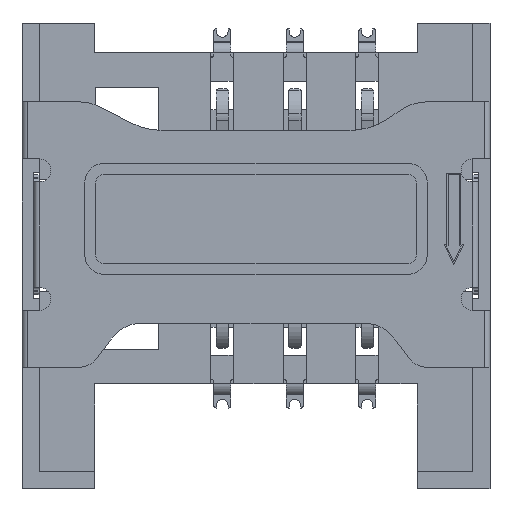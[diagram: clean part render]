
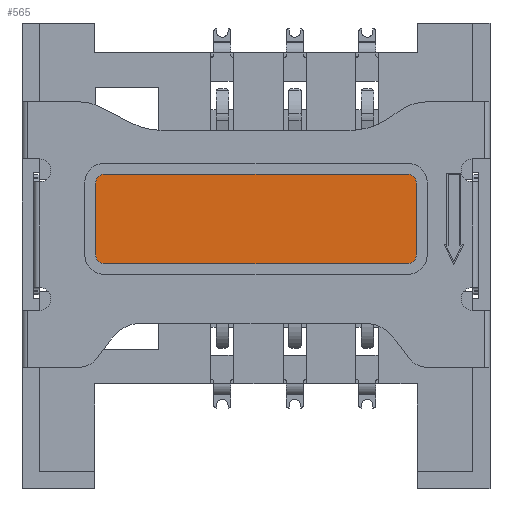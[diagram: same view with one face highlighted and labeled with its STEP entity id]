
A CAD part, top view. The second image highlights one B-rep face of the part: STEP entity #565.
In plain terms, the highlighted planar face has unit normal (0, 0, 1).
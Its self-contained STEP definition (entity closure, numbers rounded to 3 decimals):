
#565=ADVANCED_FACE('',(#1204),#1205,.T.);
#1204=FACE_OUTER_BOUND('',#2480,.T.);
#1205=PLANE('',#2481);
#2480=EDGE_LOOP('',(#5272,#5273,#5274,#5275,#5276,#5277,#5278,#5279));
#2481=AXIS2_PLACEMENT_3D('',#5280,#5281,#5282);
#5272=ORIENTED_EDGE('',*,*,#7799,.F.);
#5273=ORIENTED_EDGE('',*,*,#7804,.F.);
#5274=ORIENTED_EDGE('',*,*,#7808,.F.);
#5275=ORIENTED_EDGE('',*,*,#7812,.F.);
#5276=ORIENTED_EDGE('',*,*,#7816,.F.);
#5277=ORIENTED_EDGE('',*,*,#7820,.F.);
#5278=ORIENTED_EDGE('',*,*,#7824,.F.);
#5279=ORIENTED_EDGE('',*,*,#7828,.F.);
#5280=CARTESIAN_POINT('',(0.,0.75,1.8));
#5281=DIRECTION('',(0.,0.,1.0));
#5282=DIRECTION('',(-1.0,0.,0.));
#7799=EDGE_CURVE('',#13797,#13798,#13799,.T.);
#7804=EDGE_CURVE('',#13806,#13797,#13807,.T.);
#7808=EDGE_CURVE('',#13812,#13806,#13813,.T.);
#7812=EDGE_CURVE('',#13818,#13812,#13819,.T.);
#7816=EDGE_CURVE('',#13824,#13818,#13825,.T.);
#7820=EDGE_CURVE('',#13830,#13824,#13831,.T.);
#7824=EDGE_CURVE('',#13836,#13830,#13837,.T.);
#7828=EDGE_CURVE('',#13798,#13836,#13842,.T.);
#13797=VERTEX_POINT('',#16981);
#13798=VERTEX_POINT('',#16982);
#13799=CIRCLE('',#16983,0.32);
#13806=VERTEX_POINT('',#16992);
#13807=LINE('',#16993,#16994);
#13812=VERTEX_POINT('',#17001);
#13813=CIRCLE('',#17002,0.32);
#13818=VERTEX_POINT('',#17008);
#13819=LINE('',#17009,#17010);
#13824=VERTEX_POINT('',#17017);
#13825=CIRCLE('',#17018,0.32);
#13830=VERTEX_POINT('',#17024);
#13831=LINE('',#17025,#17026);
#13836=VERTEX_POINT('',#17033);
#13837=CIRCLE('',#17034,0.32);
#13842=LINE('',#17040,#17041);
#16981=CARTESIAN_POINT('',(-5.62,2.55,1.8));
#16982=CARTESIAN_POINT('',(-5.3,2.87,1.8));
#16983=AXIS2_PLACEMENT_3D('',#20895,#20896,#20897);
#16992=CARTESIAN_POINT('',(-5.62,0.05,1.8));
#16993=CARTESIAN_POINT('',(-5.62,0.05,1.8));
#16994=VECTOR('',#20903,1000.0);
#17001=CARTESIAN_POINT('',(-5.3,-0.27,1.8));
#17002=AXIS2_PLACEMENT_3D('',#20906,#20907,#20908);
#17008=CARTESIAN_POINT('',(5.3,-0.27,1.8));
#17009=CARTESIAN_POINT('',(5.3,-0.27,1.8));
#17010=VECTOR('',#20913,1000.0);
#17017=CARTESIAN_POINT('',(5.62,0.05,1.8));
#17018=AXIS2_PLACEMENT_3D('',#20916,#20917,#20918);
#17024=CARTESIAN_POINT('',(5.62,2.55,1.8));
#17025=CARTESIAN_POINT('',(5.62,2.55,1.8));
#17026=VECTOR('',#20923,1000.0);
#17033=CARTESIAN_POINT('',(5.3,2.87,1.8));
#17034=AXIS2_PLACEMENT_3D('',#20926,#20927,#20928);
#17040=CARTESIAN_POINT('',(-5.3,2.87,1.8));
#17041=VECTOR('',#20933,1000.0);
#20895=CARTESIAN_POINT('',(-5.3,2.55,1.8));
#20896=DIRECTION('',(0.,0.,-1.0));
#20897=DIRECTION('',(1.0,0.,0.));
#20903=DIRECTION('',(0.,1.0,0.));
#20906=CARTESIAN_POINT('',(-5.3,0.05,1.8));
#20907=DIRECTION('',(0.,0.,-1.0));
#20908=DIRECTION('',(1.0,0.,0.));
#20913=DIRECTION('',(-1.0,0.,0.));
#20916=CARTESIAN_POINT('',(5.3,0.05,1.8));
#20917=DIRECTION('',(0.,0.,-1.0));
#20918=DIRECTION('',(1.0,0.,0.));
#20923=DIRECTION('',(0.,-1.0,0.));
#20926=CARTESIAN_POINT('',(5.3,2.55,1.8));
#20927=DIRECTION('',(0.,0.,-1.0));
#20928=DIRECTION('',(-1.0,0.,0.));
#20933=DIRECTION('',(1.0,0.,0.));
